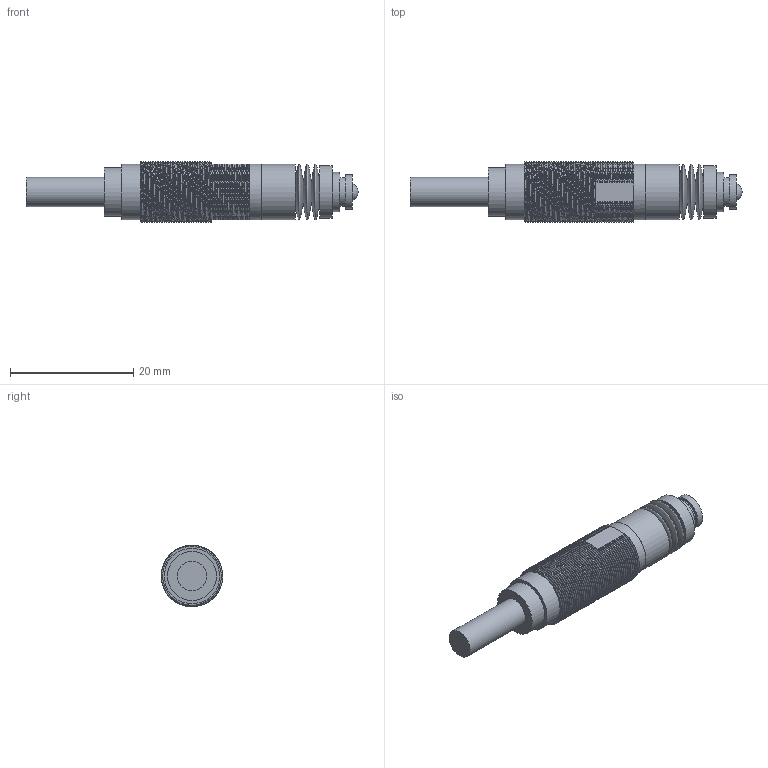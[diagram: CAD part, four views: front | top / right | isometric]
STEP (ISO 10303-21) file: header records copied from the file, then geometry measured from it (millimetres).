
FILE_DESCRIPTION (( 'STEP AP214' ), '1' );
FILE_NAME ('P10DB-AL_rem.STEP', '2018-04-05T16:28:33', ( '' ), ( '' ), 'SwSTEP 2.0', 'SolidWorks 2017', '' );
FILE_SCHEMA (( 'AUTOMOTIVE_DESIGN' ));
Products named in the file (1): P10DB-AL_rem
Bounding box: 53.98 x 9.96 x 9.96 mm (x, y, z)
Volume: 2622.6 mm3; surface area: 2107.4 mm2
Topology: 1 solids, 1 shells, 164 faces, 447 edges, 296 vertices
Faces by surface type: bspline 100, cylinder 42, plane 21, torus 1
Full cylindrical faces by diameter (mm): 4.699 x1, 4.775 x1, 5.664 x1, 6.35 x1, 7.925 x1, 8.534 x1, 8.598 x1, 8.966 x1, 9.017 x1, 9.068 x1
Entity records: 139725 total; most frequent: CARTESIAN_POINT 136811, ORIENTED_EDGE 864, EDGE_CURVE 432, VERTEX_POINT 295, DIRECTION 265, EDGE_LOOP 189, FACE_OUTER_BOUND 178, ADVANCED_FACE 164
